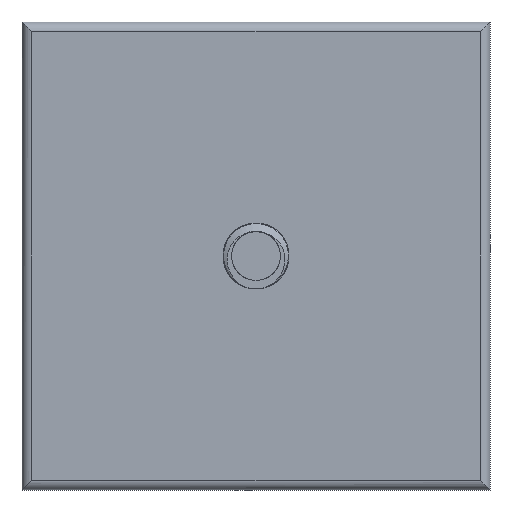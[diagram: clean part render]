
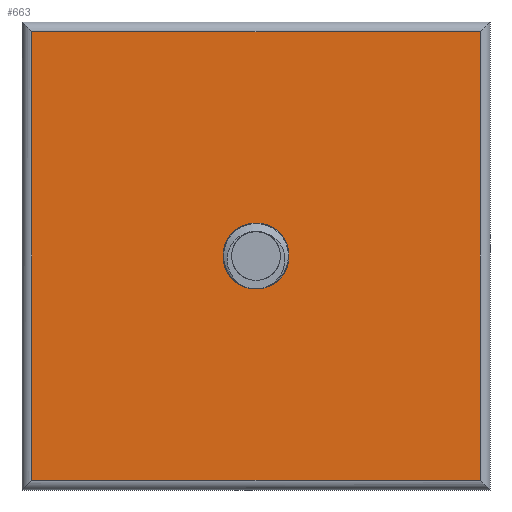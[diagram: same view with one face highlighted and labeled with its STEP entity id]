
A CAD part, front view. The second image highlights one B-rep face of the part: STEP entity #663.
In plain terms, the highlighted planar face has unit normal (0, -1, 0).
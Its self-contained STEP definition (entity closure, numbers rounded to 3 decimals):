
#53=FACE_BOUND('',#136,.T.);
#69=PLANE('',#735);
#93=FACE_OUTER_BOUND('',#135,.T.);
#135=EDGE_LOOP('',(#473,#474,#475,#476));
#136=EDGE_LOOP('',(#477));
#176=LINE('',#943,#228);
#177=LINE('',#947,#229);
#180=LINE('',#955,#232);
#182=LINE('',#959,#234);
#228=VECTOR('',#788,10.);
#229=VECTOR('',#793,10.);
#232=VECTOR('',#800,10.);
#234=VECTOR('',#806,10.);
#278=CIRCLE('',#722,2.922);
#285=VERTEX_POINT('',#930);
#289=VERTEX_POINT('',#940);
#290=VERTEX_POINT('',#942);
#291=VERTEX_POINT('',#946);
#294=VERTEX_POINT('',#954);
#347=EDGE_CURVE('',#285,#285,#278,.T.);
#352=EDGE_CURVE('',#289,#290,#176,.T.);
#354=EDGE_CURVE('',#291,#289,#177,.T.);
#358=EDGE_CURVE('',#290,#294,#180,.T.);
#361=EDGE_CURVE('',#294,#291,#182,.T.);
#473=ORIENTED_EDGE('',*,*,#352,.F.);
#474=ORIENTED_EDGE('',*,*,#354,.F.);
#475=ORIENTED_EDGE('',*,*,#361,.F.);
#476=ORIENTED_EDGE('',*,*,#358,.F.);
#477=ORIENTED_EDGE('',*,*,#347,.F.);
#663=ADVANCED_FACE('',(#93,#53),#69,.F.);
#722=AXIS2_PLACEMENT_3D('',#931,#776,#777);
#735=AXIS2_PLACEMENT_3D('',#970,#816,#817);
#776=DIRECTION('center_axis',(0.,-1.,0.));
#777=DIRECTION('ref_axis',(1.,0.,0.));
#788=DIRECTION('',(0.,0.,1.));
#793=DIRECTION('',(-1.,0.,0.));
#800=DIRECTION('',(1.,0.,0.));
#806=DIRECTION('',(0.,0.,-1.));
#816=DIRECTION('center_axis',(0.,1.,0.));
#817=DIRECTION('ref_axis',(0.,0.,1.));
#930=CARTESIAN_POINT('',(0.,0.,-2.922));
#931=CARTESIAN_POINT('Origin',(0.,0.,0.));
#940=CARTESIAN_POINT('',(-26.945,0.,-26.945));
#942=CARTESIAN_POINT('',(-26.945,0.,26.945));
#943=CARTESIAN_POINT('',(-26.945,0.,-14.072));
#946=CARTESIAN_POINT('',(26.945,0.,-26.945));
#947=CARTESIAN_POINT('',(14.072,0.,-26.945));
#954=CARTESIAN_POINT('',(26.945,0.,26.945));
#955=CARTESIAN_POINT('',(-14.072,0.,26.945));
#959=CARTESIAN_POINT('',(26.945,0.,14.072));
#970=CARTESIAN_POINT('Origin',(0.,0.,0.));
